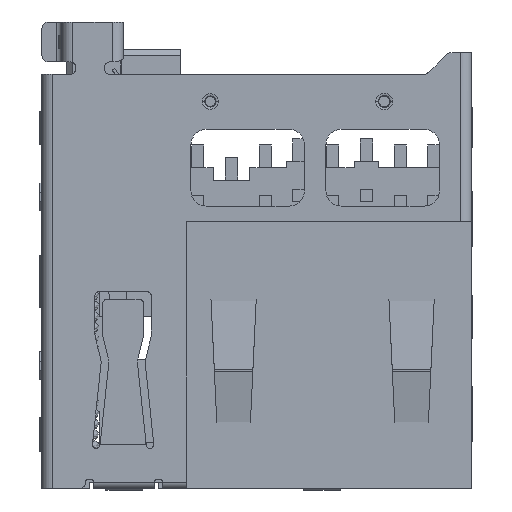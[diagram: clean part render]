
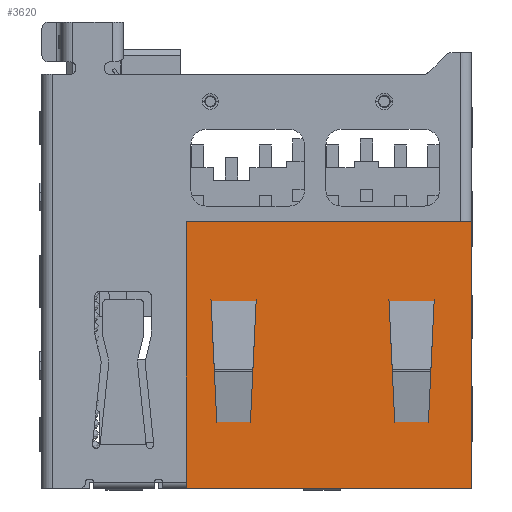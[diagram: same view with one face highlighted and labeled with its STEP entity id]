
A CAD part, top view. The second image highlights one B-rep face of the part: STEP entity #3620.
In plain terms, the highlighted planar face has unit normal (0, 0, 1).
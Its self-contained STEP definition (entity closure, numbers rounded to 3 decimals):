
#3620=ADVANCED_FACE('',(#8132),#8133,.T.);
#8132=FACE_OUTER_BOUND('',#13254,.T.);
#8133=PLANE('',#13255);
#13254=EDGE_LOOP('',(#22209,#22210,#22211,#22212));
#13255=AXIS2_PLACEMENT_3D('',#22213,#22214,#22215);
#22209=ORIENTED_EDGE('',*,*,#27048,.T.);
#22210=ORIENTED_EDGE('',*,*,#27052,.T.);
#22211=ORIENTED_EDGE('',*,*,#27055,.T.);
#22212=ORIENTED_EDGE('',*,*,#27057,.T.);
#22213=CARTESIAN_POINT('',(0.22,-2.35,1.88));
#22214=DIRECTION('',(0.,0.,1.0));
#22215=DIRECTION('',(-1.0,0.,0.));
#27048=EDGE_CURVE('',#32357,#32355,#32358,.T.);
#27052=EDGE_CURVE('',#32355,#32362,#32364,.T.);
#27055=EDGE_CURVE('',#32362,#32367,#32369,.T.);
#27057=EDGE_CURVE('',#32367,#32357,#32371,.T.);
#32355=VERTEX_POINT('',#38802);
#32357=VERTEX_POINT('',#38805);
#32358=LINE('',#38806,#38807);
#32362=VERTEX_POINT('',#38813);
#32364=LINE('',#38816,#38817);
#32367=VERTEX_POINT('',#38821);
#32369=LINE('',#38824,#38825);
#32371=LINE('',#38828,#38829);
#38802=CARTESIAN_POINT('',(4.87,2.,1.88));
#38805=CARTESIAN_POINT('',(4.87,-6.7,1.88));
#38806=CARTESIAN_POINT('',(4.87,-6.7,1.88));
#38807=VECTOR('',#42251,1000.0);
#38813=CARTESIAN_POINT('',(-4.43,2.,1.88));
#38816=CARTESIAN_POINT('',(4.87,2.,1.88));
#38817=VECTOR('',#42255,1000.0);
#38821=CARTESIAN_POINT('',(-4.43,-6.7,1.88));
#38824=CARTESIAN_POINT('',(-4.43,2.,1.88));
#38825=VECTOR('',#42258,1000.0);
#38828=CARTESIAN_POINT('',(-4.43,-6.7,1.88));
#38829=VECTOR('',#42260,1000.0);
#42251=DIRECTION('',(0.,1.0,0.));
#42255=DIRECTION('',(-1.0,0.,0.));
#42258=DIRECTION('',(0.,-1.0,0.));
#42260=DIRECTION('',(1.0,0.,0.));
